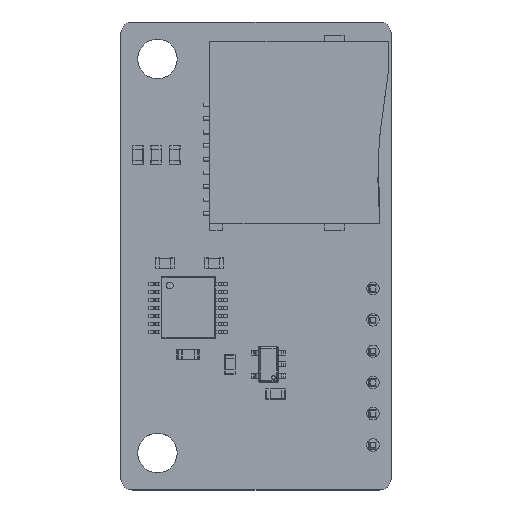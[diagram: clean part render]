
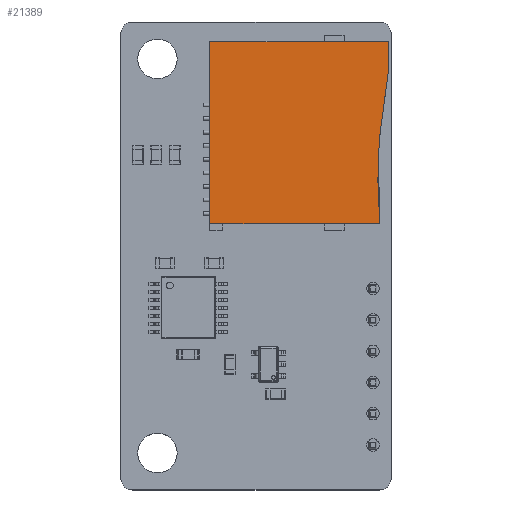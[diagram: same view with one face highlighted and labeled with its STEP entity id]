
A CAD part, top view. The second image highlights one B-rep face of the part: STEP entity #21389.
In plain terms, the highlighted free-form (B-spline) face has degree [1, 1] with [2, 2] control points.
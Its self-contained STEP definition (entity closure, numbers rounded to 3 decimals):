
#20224 = B_SPLINE_SURFACE_WITH_KNOTS('',1,1,(
    (#20225,#20226)
    ,(#20227,#20228
    )),.UNSPECIFIED.,.F.,.F.,.F.,(2,2),(2,2),(-2.,0.),(0.,14.5),
  .PIECEWISE_BEZIER_KNOTS.);
#20225 = CARTESIAN_POINT('',(7.375,-7.25,0.));
#20226 = CARTESIAN_POINT('',(7.375,7.25,0.));
#20227 = CARTESIAN_POINT('',(7.375,-7.25,2.));
#20228 = CARTESIAN_POINT('',(7.375,7.25,2.));
#20247 = VERTEX_POINT('',#20248);
#20248 = CARTESIAN_POINT('',(7.375,-7.25,2.));
#20260 = B_SPLINE_SURFACE_WITH_KNOTS('',1,1,(
    (#20261,#20262)
    ,(#20263,#20264
    )),.UNSPECIFIED.,.F.,.F.,.F.,(2,2),(2,2),(-2.,0.),(12.338,
    14.75),.PIECEWISE_BEZIER_KNOTS.);
#20261 = CARTESIAN_POINT('',(4.963,-7.25,0.));
#20262 = CARTESIAN_POINT('',(7.375,-7.25,0.));
#20263 = CARTESIAN_POINT('',(4.963,-7.25,2.));
#20264 = CARTESIAN_POINT('',(7.375,-7.25,2.));
#20271 = EDGE_CURVE('',#20247,#20272,#20274,.T.);
#20272 = VERTEX_POINT('',#20273);
#20273 = CARTESIAN_POINT('',(7.375,7.25,2.));
#20274 = SURFACE_CURVE('',#20275,(#20278,#20284),.PCURVE_S1.);
#20275 = B_SPLINE_CURVE_WITH_KNOTS('',1,(#20276,#20277),.UNSPECIFIED.,
  .F.,.F.,(2,2),(0.,14.5),.PIECEWISE_BEZIER_KNOTS.);
#20276 = CARTESIAN_POINT('',(7.375,-7.25,2.));
#20277 = CARTESIAN_POINT('',(7.375,7.25,2.));
#20278 = PCURVE('',#20224,#20279);
#20279 = DEFINITIONAL_REPRESENTATION('',(#20280),#20283);
#20280 = B_SPLINE_CURVE_WITH_KNOTS('',1,(#20281,#20282),.UNSPECIFIED.,
  .F.,.F.,(2,2),(0.,14.5),.PIECEWISE_BEZIER_KNOTS.);
#20281 = CARTESIAN_POINT('',(0.,0.));
#20282 = CARTESIAN_POINT('',(0.,14.5));
#20283 = ( GEOMETRIC_REPRESENTATION_CONTEXT(2) 
PARAMETRIC_REPRESENTATION_CONTEXT() REPRESENTATION_CONTEXT('2D SPACE',''
  ) );
#20284 = PCURVE('',#20285,#20290);
#20285 = B_SPLINE_SURFACE_WITH_KNOTS('',1,1,(
    (#20286,#20287)
    ,(#20288,#20289
    )),.UNSPECIFIED.,.F.,.F.,.F.,(2,2),(2,2),(-7.375,7.375),(-7.25,7.25)
  ,.PIECEWISE_BEZIER_KNOTS.);
#20286 = CARTESIAN_POINT('',(7.375,-7.25,2.));
#20287 = CARTESIAN_POINT('',(7.375,7.25,2.));
#20288 = CARTESIAN_POINT('',(-7.375,-7.25,2.));
#20289 = CARTESIAN_POINT('',(-7.375,7.25,2.));
#20290 = DEFINITIONAL_REPRESENTATION('',(#20291),#20294);
#20291 = B_SPLINE_CURVE_WITH_KNOTS('',1,(#20292,#20293),.UNSPECIFIED.,
  .F.,.F.,(2,2),(0.,14.5),.PIECEWISE_BEZIER_KNOTS.);
#20292 = CARTESIAN_POINT('',(-7.375,-7.25));
#20293 = CARTESIAN_POINT('',(-7.375,7.25));
#20294 = ( GEOMETRIC_REPRESENTATION_CONTEXT(2) 
PARAMETRIC_REPRESENTATION_CONTEXT() REPRESENTATION_CONTEXT('2D SPACE',''
  ) );
#20310 = B_SPLINE_SURFACE_WITH_KNOTS('',1,1,(
    (#20311,#20312)
    ,(#20313,#20314
    )),.UNSPECIFIED.,.F.,.F.,.F.,(2,2),(2,2),(0.,2.),(-0.55,14.75),
  .PIECEWISE_BEZIER_KNOTS.);
#20311 = CARTESIAN_POINT('',(-7.925,7.25,2.));
#20312 = CARTESIAN_POINT('',(7.375,7.25,2.));
#20313 = CARTESIAN_POINT('',(-7.925,7.25,0.));
#20314 = CARTESIAN_POINT('',(7.375,7.25,0.));
#20498 = EDGE_CURVE('',#20272,#20499,#20501,.T.);
#20499 = VERTEX_POINT('',#20500);
#20500 = CARTESIAN_POINT('',(-7.375,7.25,2.));
#20501 = SURFACE_CURVE('',#20502,(#20505,#20511),.PCURVE_S1.);
#20502 = B_SPLINE_CURVE_WITH_KNOTS('',1,(#20503,#20504),.UNSPECIFIED.,
  .F.,.F.,(2,2),(-14.75,0.),.PIECEWISE_BEZIER_KNOTS.);
#20503 = CARTESIAN_POINT('',(7.375,7.25,2.));
#20504 = CARTESIAN_POINT('',(-7.375,7.25,2.));
#20505 = PCURVE('',#20310,#20506);
#20506 = DEFINITIONAL_REPRESENTATION('',(#20507),#20510);
#20507 = B_SPLINE_CURVE_WITH_KNOTS('',1,(#20508,#20509),.UNSPECIFIED.,
  .F.,.F.,(2,2),(-14.75,0.),.PIECEWISE_BEZIER_KNOTS.);
#20508 = CARTESIAN_POINT('',(0.,14.75));
#20509 = CARTESIAN_POINT('',(0.,0.));
#20510 = ( GEOMETRIC_REPRESENTATION_CONTEXT(2) 
PARAMETRIC_REPRESENTATION_CONTEXT() REPRESENTATION_CONTEXT('2D SPACE',''
  ) );
#20511 = PCURVE('',#20285,#20512);
#20512 = DEFINITIONAL_REPRESENTATION('',(#20513),#20516);
#20513 = B_SPLINE_CURVE_WITH_KNOTS('',1,(#20514,#20515),.UNSPECIFIED.,
  .F.,.F.,(2,2),(-14.75,0.),.PIECEWISE_BEZIER_KNOTS.);
#20514 = CARTESIAN_POINT('',(-7.375,7.25));
#20515 = CARTESIAN_POINT('',(7.375,7.25));
#20516 = ( GEOMETRIC_REPRESENTATION_CONTEXT(2) 
PARAMETRIC_REPRESENTATION_CONTEXT() REPRESENTATION_CONTEXT('2D SPACE',''
  ) );
#20532 = B_SPLINE_SURFACE_WITH_KNOTS('',1,1,(
    (#20533,#20534)
    ,(#20535,#20536
    )),.UNSPECIFIED.,.F.,.F.,.F.,(2,2),(2,2),(0.,2.),(0.703,
    14.5),.PIECEWISE_BEZIER_KNOTS.);
#20533 = CARTESIAN_POINT('',(-7.375,-6.547,2.));
#20534 = CARTESIAN_POINT('',(-7.375,7.25,2.));
#20535 = CARTESIAN_POINT('',(-7.375,-6.547,0.));
#20536 = CARTESIAN_POINT('',(-7.375,7.25,0.));
#21120 = EDGE_CURVE('',#20499,#21121,#21123,.T.);
#21121 = VERTEX_POINT('',#21122);
#21122 = CARTESIAN_POINT('',(-7.375,-6.547,2.));
#21123 = SURFACE_CURVE('',#21124,(#21127,#21133),.PCURVE_S1.);
#21124 = B_SPLINE_CURVE_WITH_KNOTS('',1,(#21125,#21126),.UNSPECIFIED.,
  .F.,.F.,(2,2),(-14.5,-0.703),.PIECEWISE_BEZIER_KNOTS.);
#21125 = CARTESIAN_POINT('',(-7.375,7.25,2.));
#21126 = CARTESIAN_POINT('',(-7.375,-6.547,2.));
#21127 = PCURVE('',#20532,#21128);
#21128 = DEFINITIONAL_REPRESENTATION('',(#21129),#21132);
#21129 = B_SPLINE_CURVE_WITH_KNOTS('',1,(#21130,#21131),.UNSPECIFIED.,
  .F.,.F.,(2,2),(-14.5,-0.703),.PIECEWISE_BEZIER_KNOTS.);
#21130 = CARTESIAN_POINT('',(0.,14.5));
#21131 = CARTESIAN_POINT('',(0.,0.703));
#21132 = ( GEOMETRIC_REPRESENTATION_CONTEXT(2) 
PARAMETRIC_REPRESENTATION_CONTEXT() REPRESENTATION_CONTEXT('2D SPACE',''
  ) );
#21133 = PCURVE('',#20285,#21134);
#21134 = DEFINITIONAL_REPRESENTATION('',(#21135),#21138);
#21135 = B_SPLINE_CURVE_WITH_KNOTS('',1,(#21136,#21137),.UNSPECIFIED.,
  .F.,.F.,(2,2),(-14.5,-0.703),.PIECEWISE_BEZIER_KNOTS.);
#21136 = CARTESIAN_POINT('',(7.375,7.25));
#21137 = CARTESIAN_POINT('',(7.375,-6.547));
#21138 = ( GEOMETRIC_REPRESENTATION_CONTEXT(2) 
PARAMETRIC_REPRESENTATION_CONTEXT() REPRESENTATION_CONTEXT('2D SPACE',''
  ) );
#21154 = B_SPLINE_SURFACE_WITH_KNOTS('',2,1,(
    (#21155,#21156)
    ,(#21157,#21158)
    ,(#21159,#21160
    )),.UNSPECIFIED.,.F.,.F.,.F.,(3,3),(2,2),(0.,0.765),(0.,1.)
  ,.PIECEWISE_BEZIER_KNOTS.);
#21155 = CARTESIAN_POINT('',(4.963,-7.25,0.));
#21156 = CARTESIAN_POINT('',(4.963,-7.25,2.));
#21157 = CARTESIAN_POINT('',(-1.077,-6.039,0.));
#21158 = CARTESIAN_POINT('',(-1.077,-6.039,2.));
#21159 = CARTESIAN_POINT('',(-7.375,-6.547,0.));
#21160 = CARTESIAN_POINT('',(-7.375,-6.547,2.));
#21352 = VERTEX_POINT('',#21353);
#21353 = CARTESIAN_POINT('',(4.963,-7.25,2.));
#21372 = EDGE_CURVE('',#21352,#20247,#21373,.T.);
#21373 = SURFACE_CURVE('',#21374,(#21377,#21383),.PCURVE_S1.);
#21374 = B_SPLINE_CURVE_WITH_KNOTS('',1,(#21375,#21376),.UNSPECIFIED.,
  .F.,.F.,(2,2),(12.338,14.75),.PIECEWISE_BEZIER_KNOTS.);
#21375 = CARTESIAN_POINT('',(4.963,-7.25,2.));
#21376 = CARTESIAN_POINT('',(7.375,-7.25,2.));
#21377 = PCURVE('',#20260,#21378);
#21378 = DEFINITIONAL_REPRESENTATION('',(#21379),#21382);
#21379 = B_SPLINE_CURVE_WITH_KNOTS('',1,(#21380,#21381),.UNSPECIFIED.,
  .F.,.F.,(2,2),(12.338,14.75),.PIECEWISE_BEZIER_KNOTS.);
#21380 = CARTESIAN_POINT('',(0.,12.338));
#21381 = CARTESIAN_POINT('',(0.,14.75));
#21382 = ( GEOMETRIC_REPRESENTATION_CONTEXT(2) 
PARAMETRIC_REPRESENTATION_CONTEXT() REPRESENTATION_CONTEXT('2D SPACE',''
  ) );
#21383 = PCURVE('',#20285,#21384);
#21384 = DEFINITIONAL_REPRESENTATION('',(#21385),#21388);
#21385 = B_SPLINE_CURVE_WITH_KNOTS('',1,(#21386,#21387),.UNSPECIFIED.,
  .F.,.F.,(2,2),(12.338,14.75),.PIECEWISE_BEZIER_KNOTS.);
#21386 = CARTESIAN_POINT('',(-4.963,-7.25));
#21387 = CARTESIAN_POINT('',(-7.375,-7.25));
#21388 = ( GEOMETRIC_REPRESENTATION_CONTEXT(2) 
PARAMETRIC_REPRESENTATION_CONTEXT() REPRESENTATION_CONTEXT('2D SPACE',''
  ) );
#21389 = ADVANCED_FACE('',(#21390),#20285,.F.);
#21390 = FACE_BOUND('',#21391,.T.);
#21391 = EDGE_LOOP('',(#21392,#21393,#21414,#21415,#21416));
#21392 = ORIENTED_EDGE('',*,*,#21120,.T.);
#21393 = ORIENTED_EDGE('',*,*,#21394,.F.);
#21394 = EDGE_CURVE('',#21352,#21121,#21395,.T.);
#21395 = SURFACE_CURVE('',#21396,(#21400,#21407),.PCURVE_S1.);
#21396 = B_SPLINE_CURVE_WITH_KNOTS('',2,(#21397,#21398,#21399),
  .UNSPECIFIED.,.F.,.F.,(3,3),(0.,0.765),
  .PIECEWISE_BEZIER_KNOTS.);
#21397 = CARTESIAN_POINT('',(4.963,-7.25,2.));
#21398 = CARTESIAN_POINT('',(-1.077,-6.039,2.));
#21399 = CARTESIAN_POINT('',(-7.375,-6.547,2.));
#21400 = PCURVE('',#20285,#21401);
#21401 = DEFINITIONAL_REPRESENTATION('',(#21402),#21406);
#21402 = B_SPLINE_CURVE_WITH_KNOTS('',2,(#21403,#21404,#21405),
  .UNSPECIFIED.,.F.,.F.,(3,3),(0.,0.765),
  .PIECEWISE_BEZIER_KNOTS.);
#21403 = CARTESIAN_POINT('',(-4.963,-7.25));
#21404 = CARTESIAN_POINT('',(1.077,-6.039));
#21405 = CARTESIAN_POINT('',(7.375,-6.547));
#21406 = ( GEOMETRIC_REPRESENTATION_CONTEXT(2) 
PARAMETRIC_REPRESENTATION_CONTEXT() REPRESENTATION_CONTEXT('2D SPACE',''
  ) );
#21407 = PCURVE('',#21154,#21408);
#21408 = DEFINITIONAL_REPRESENTATION('',(#21409),#21413);
#21409 = B_SPLINE_CURVE_WITH_KNOTS('',2,(#21410,#21411,#21412),
  .UNSPECIFIED.,.F.,.F.,(3,3),(0.,0.765),
  .PIECEWISE_BEZIER_KNOTS.);
#21410 = CARTESIAN_POINT('',(0.,1.));
#21411 = CARTESIAN_POINT('',(0.382,1.));
#21412 = CARTESIAN_POINT('',(0.765,1.));
#21413 = ( GEOMETRIC_REPRESENTATION_CONTEXT(2) 
PARAMETRIC_REPRESENTATION_CONTEXT() REPRESENTATION_CONTEXT('2D SPACE',''
  ) );
#21414 = ORIENTED_EDGE('',*,*,#21372,.T.);
#21415 = ORIENTED_EDGE('',*,*,#20271,.T.);
#21416 = ORIENTED_EDGE('',*,*,#20498,.T.);
